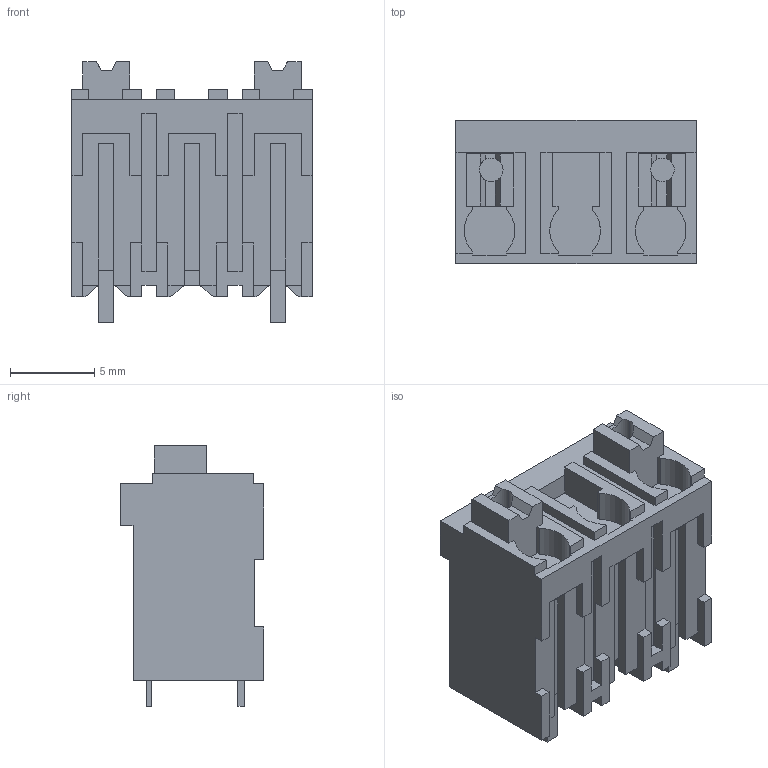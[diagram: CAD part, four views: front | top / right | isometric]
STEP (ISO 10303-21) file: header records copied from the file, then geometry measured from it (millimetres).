
FILE_DESCRIPTION(('CATIA V5 STEP Exchange','CAx-IF Rec.Pracs.--- Model Styling and Organization---1.4--- 2014-01-23'),'2;1');
FILE_NAME ('1282263-1_0_2766130000_2766130000.stp','2021-05-17T07:38:31+00:00',('none'),('Weidmueller'),'CATIA Version 5-6 Release 2016 SP3 HF44','CATIA V5 STEP AP214','none');
FILE_SCHEMA(('AUTOMOTIVE_DESIGN { 1 0 10303 214 1 1 1 1 }'));
Length unit declared in the file: millimetre
Products named in the file (1): 2766130000
Bounding box: 14.26 x 8.5 x 15.45 mm (x, y, z)
Volume: 1144.1 mm3; surface area: 1214 mm2
Topology: 7 solids, 7 shells, 237 faces, 659 edges, 437 vertices
Faces by surface type: plane 227, cylinder 10
Entity records: 7384 total; most frequent: CARTESIAN_POINT 1354, ORIENTED_EDGE 1318, DIRECTION 1001, EDGE_CURVE 659, VECTOR 623, LINE 623, VERTEX_POINT 437, EDGE_LOOP 238
